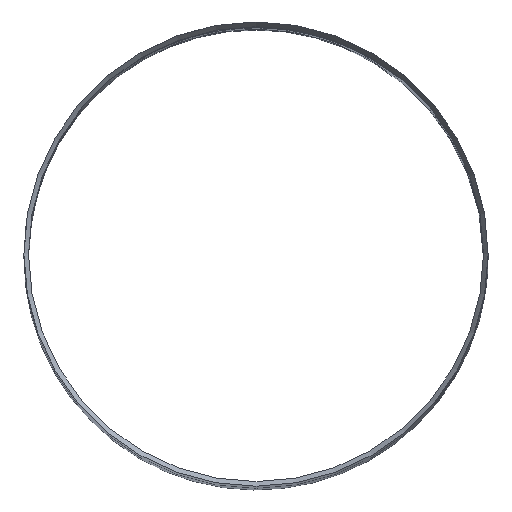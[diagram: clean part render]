
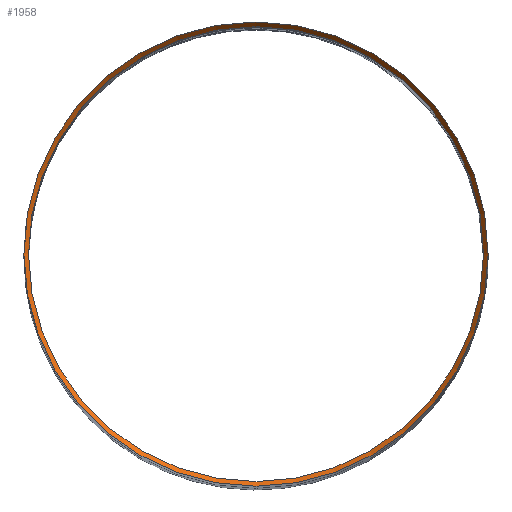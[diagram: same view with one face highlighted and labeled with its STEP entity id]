
A CAD part, top view. The second image highlights one B-rep face of the part: STEP entity #1958.
In plain terms, the highlighted conical face has half-angle 38.66 degrees and reference radius 0 mm.
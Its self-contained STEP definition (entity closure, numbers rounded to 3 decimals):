
#1255 = CYLINDRICAL_SURFACE('',#1256,50.);
#1256 = AXIS2_PLACEMENT_3D('',#1257,#1258,#1259);
#1257 = CARTESIAN_POINT('',(0.,0.,0.));
#1258 = DIRECTION('',(0.,0.,1.));
#1259 = DIRECTION('',(1.,0.,0.));
#1280 = VERTEX_POINT('',#1281);
#1281 = CARTESIAN_POINT('',(50.,0.,476.5));
#1302 = EDGE_CURVE('',#1280,#1280,#1303,.T.);
#1303 = SURFACE_CURVE('',#1304,(#1309,#1316),.PCURVE_S1.);
#1304 = CIRCLE('',#1305,50.);
#1305 = AXIS2_PLACEMENT_3D('',#1306,#1307,#1308);
#1306 = CARTESIAN_POINT('',(0.,0.,476.5));
#1307 = DIRECTION('',(-0.,0.,1.));
#1308 = DIRECTION('',(0.,-1.,0.));
#1309 = PCURVE('',#1255,#1310);
#1310 = DEFINITIONAL_REPRESENTATION('',(#1311),#1315);
#1311 = LINE('',#1312,#1313);
#1312 = CARTESIAN_POINT('',(-1.571,476.5));
#1313 = VECTOR('',#1314,1.);
#1314 = DIRECTION('',(1.,0.));
#1315 = ( GEOMETRIC_REPRESENTATION_CONTEXT(2) 
PARAMETRIC_REPRESENTATION_CONTEXT() REPRESENTATION_CONTEXT('2D SPACE',''
  ) );
#1316 = PCURVE('',#1317,#1322);
#1317 = CONICAL_SURFACE('',#1318,0.,0.675);
#1318 = AXIS2_PLACEMENT_3D('',#1319,#1320,#1321);
#1319 = CARTESIAN_POINT('',(0.,0.,414.));
#1320 = DIRECTION('',(0.,0.,1.));
#1321 = DIRECTION('',(1.,0.,0.));
#1322 = DEFINITIONAL_REPRESENTATION('',(#1323),#1327);
#1323 = LINE('',#1324,#1325);
#1324 = CARTESIAN_POINT('',(-1.571,62.5));
#1325 = VECTOR('',#1326,1.);
#1326 = DIRECTION('',(1.,0.));
#1327 = ( GEOMETRIC_REPRESENTATION_CONTEXT(2) 
PARAMETRIC_REPRESENTATION_CONTEXT() REPRESENTATION_CONTEXT('2D SPACE',''
  ) );
#1947 = CYLINDRICAL_SURFACE('',#1948,49.);
#1948 = AXIS2_PLACEMENT_3D('',#1949,#1950,#1951);
#1949 = CARTESIAN_POINT('',(0.,0.,0.));
#1950 = DIRECTION('',(0.,0.,1.));
#1951 = DIRECTION('',(1.,0.,0.));
#1958 = ADVANCED_FACE('',(#1959),#1317,.F.);
#1959 = FACE_BOUND('',#1960,.F.);
#1960 = EDGE_LOOP('',(#1961,#1962,#1985,#2007));
#1961 = ORIENTED_EDGE('',*,*,#1302,.F.);
#1962 = ORIENTED_EDGE('',*,*,#1963,.F.);
#1963 = EDGE_CURVE('',#1964,#1280,#1966,.T.);
#1964 = VERTEX_POINT('',#1965);
#1965 = CARTESIAN_POINT('',(49.,0.,475.25));
#1966 = SEAM_CURVE('',#1967,(#1971,#1978),.PCURVE_S1.);
#1967 = LINE('',#1968,#1969);
#1968 = CARTESIAN_POINT('',(0.,0.,414.));
#1969 = VECTOR('',#1970,1.);
#1970 = DIRECTION('',(0.625,0.,0.781)
  );
#1971 = PCURVE('',#1317,#1972);
#1972 = DEFINITIONAL_REPRESENTATION('',(#1973),#1977);
#1973 = LINE('',#1974,#1975);
#1974 = CARTESIAN_POINT('',(6.283,-0.));
#1975 = VECTOR('',#1976,1.);
#1976 = DIRECTION('',(0.,1.));
#1977 = ( GEOMETRIC_REPRESENTATION_CONTEXT(2) 
PARAMETRIC_REPRESENTATION_CONTEXT() REPRESENTATION_CONTEXT('2D SPACE',''
  ) );
#1978 = PCURVE('',#1317,#1979);
#1979 = DEFINITIONAL_REPRESENTATION('',(#1980),#1984);
#1980 = LINE('',#1981,#1982);
#1981 = CARTESIAN_POINT('',(0.,-0.));
#1982 = VECTOR('',#1983,1.);
#1983 = DIRECTION('',(0.,1.));
#1984 = ( GEOMETRIC_REPRESENTATION_CONTEXT(2) 
PARAMETRIC_REPRESENTATION_CONTEXT() REPRESENTATION_CONTEXT('2D SPACE',''
  ) );
#1985 = ORIENTED_EDGE('',*,*,#1986,.T.);
#1986 = EDGE_CURVE('',#1964,#1964,#1987,.T.);
#1987 = SURFACE_CURVE('',#1988,(#1993,#2000),.PCURVE_S1.);
#1988 = CIRCLE('',#1989,49.);
#1989 = AXIS2_PLACEMENT_3D('',#1990,#1991,#1992);
#1990 = CARTESIAN_POINT('',(0.,0.,475.25));
#1991 = DIRECTION('',(-0.,0.,1.));
#1992 = DIRECTION('',(0.,-1.,0.));
#1993 = PCURVE('',#1317,#1994);
#1994 = DEFINITIONAL_REPRESENTATION('',(#1995),#1999);
#1995 = LINE('',#1996,#1997);
#1996 = CARTESIAN_POINT('',(-1.571,61.25));
#1997 = VECTOR('',#1998,1.);
#1998 = DIRECTION('',(1.,0.));
#1999 = ( GEOMETRIC_REPRESENTATION_CONTEXT(2) 
PARAMETRIC_REPRESENTATION_CONTEXT() REPRESENTATION_CONTEXT('2D SPACE',''
  ) );
#2000 = PCURVE('',#1947,#2001);
#2001 = DEFINITIONAL_REPRESENTATION('',(#2002),#2006);
#2002 = LINE('',#2003,#2004);
#2003 = CARTESIAN_POINT('',(-1.571,475.25));
#2004 = VECTOR('',#2005,1.);
#2005 = DIRECTION('',(1.,0.));
#2006 = ( GEOMETRIC_REPRESENTATION_CONTEXT(2) 
PARAMETRIC_REPRESENTATION_CONTEXT() REPRESENTATION_CONTEXT('2D SPACE',''
  ) );
#2007 = ORIENTED_EDGE('',*,*,#1963,.T.);
